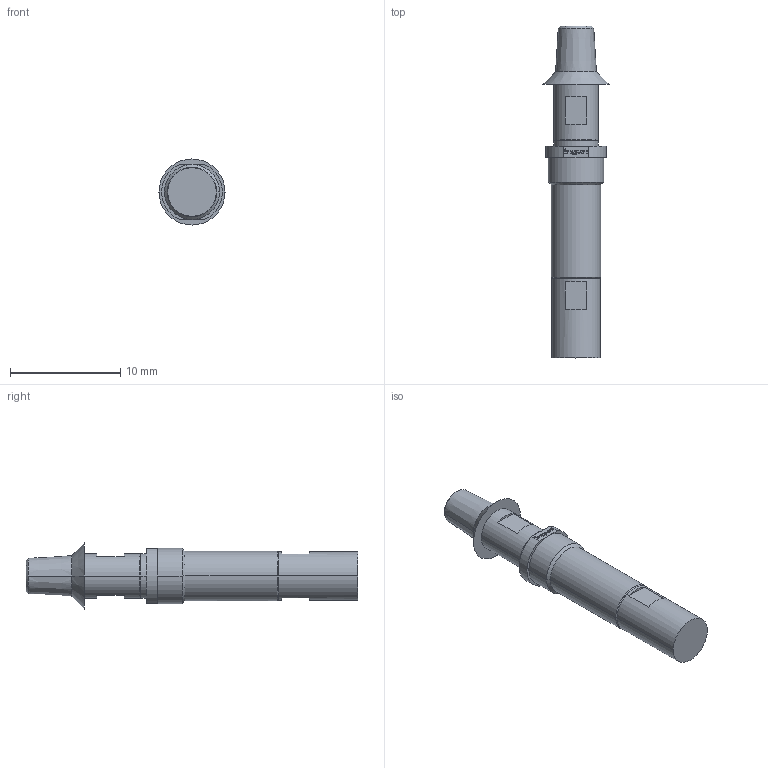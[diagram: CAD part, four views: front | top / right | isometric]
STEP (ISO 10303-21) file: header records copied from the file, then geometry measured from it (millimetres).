
FILE_DESCRIPTION (( 'STEP AP203' ), '1' );
FILE_NAME ('INGUN_HFS-4x0_308_080_A_xx42_ZE3_M.STEP', '2020-09-09T05:28:20', ( '' ), ( '' ), 'SwSTEP 2.0', 'SolidWorks 2018', '' );
FILE_SCHEMA (( 'CONFIG_CONTROL_DESIGN' ));
Length unit declared in the file: millimetre
Products named in the file (1): INGUN_HFS-4x0_308_080_A_xx42_ZE3_M
Bounding box: 6 x 30.1 x 6 mm (x, y, z)
Volume: 432.5 mm3; surface area: 498.6 mm2
Topology: 1 solids, 1 shells, 122 faces, 287 edges, 183 vertices
Faces by surface type: plane 62, bspline 22, cylinder 22, cone 16
Entity records: 3911 total; most frequent: CARTESIAN_POINT 1199, ORIENTED_EDGE 570, DIRECTION 475, EDGE_CURVE 285, VERTEX_POINT 183, AXIS2_PLACEMENT_3D 166, LINE 143, VECTOR 143
